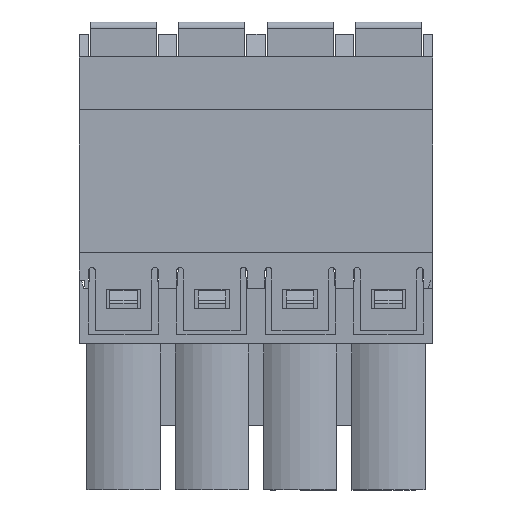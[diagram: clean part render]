
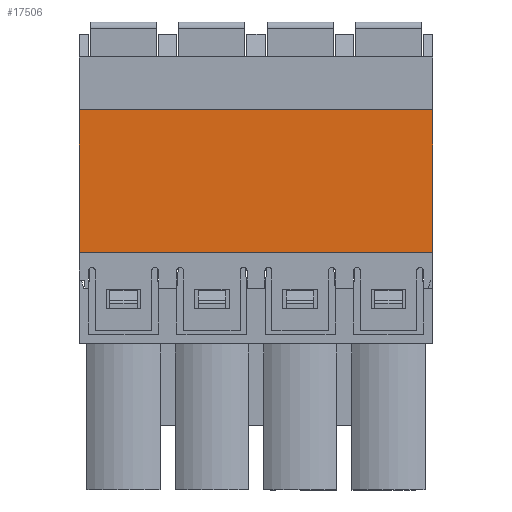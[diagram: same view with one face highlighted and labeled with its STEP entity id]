
A CAD part, front view. The second image highlights one B-rep face of the part: STEP entity #17506.
In plain terms, the highlighted planar face has unit normal (0, -1, 0).
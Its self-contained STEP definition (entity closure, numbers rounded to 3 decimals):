
#1575=ORIENTED_EDGE('',*,*,#6456,.T.);
#1576=ORIENTED_EDGE('',*,*,#6457,.F.);
#1577=ORIENTED_EDGE('',*,*,#6012,.F.);
#1578=ORIENTED_EDGE('',*,*,#6455,.T.);
#6012=EDGE_CURVE('',#8536,#8537,#10267,.T.);
#6455=EDGE_CURVE('',#8536,#8855,#10680,.T.);
#6456=EDGE_CURVE('',#8855,#8856,#10681,.T.);
#6457=EDGE_CURVE('',#8537,#8856,#10682,.T.);
#8536=VERTEX_POINT('',#24959);
#8537=VERTEX_POINT('',#24961);
#8855=VERTEX_POINT('',#25827);
#8856=VERTEX_POINT('',#25831);
#10267=LINE('',#24960,#12568);
#10680=LINE('',#25828,#12981);
#10681=LINE('',#25830,#12982);
#10682=LINE('',#25832,#12983);
#12568=VECTOR('',#20020,1000.);
#12981=VECTOR('',#20705,1000.);
#12982=VECTOR('',#20708,1000.);
#12983=VECTOR('',#20709,1000.);
#14724=EDGE_LOOP('',(#1575,#1576,#1577,#1578));
#15723=FACE_BOUND('',#14724,.T.);
#16690=PLANE('',#18549);
#17506=ADVANCED_FACE('',(#15723),#16690,.F.);
#18549=AXIS2_PLACEMENT_3D('',#25829,#20706,#20707);
#20020=DIRECTION('',(0.,0.,-1.));
#20705=DIRECTION('',(-1.,0.,0.));
#20706=DIRECTION('',(0.,1.,0.));
#20707=DIRECTION('',(0.,0.,1.));
#20708=DIRECTION('',(0.,0.,-1.));
#20709=DIRECTION('',(-1.,0.,0.));
#24959=CARTESIAN_POINT('',(10.16,-5.27,4.1));
#24960=CARTESIAN_POINT('',(10.16,-5.27,4.1));
#24961=CARTESIAN_POINT('',(10.16,-5.27,-4.1));
#25827=CARTESIAN_POINT('',(-10.16,-5.27,4.1));
#25828=CARTESIAN_POINT('',(10.16,-5.27,4.1));
#25829=CARTESIAN_POINT('',(10.16,-5.27,4.1));
#25830=CARTESIAN_POINT('',(-10.16,-5.27,4.1));
#25831=CARTESIAN_POINT('',(-10.16,-5.27,-4.1));
#25832=CARTESIAN_POINT('',(10.16,-5.27,-4.1));
